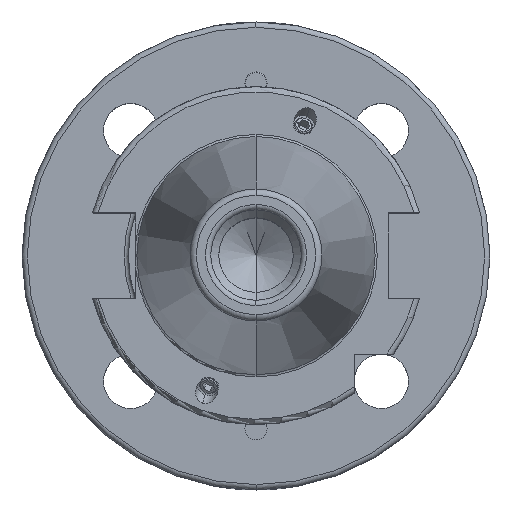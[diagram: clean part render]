
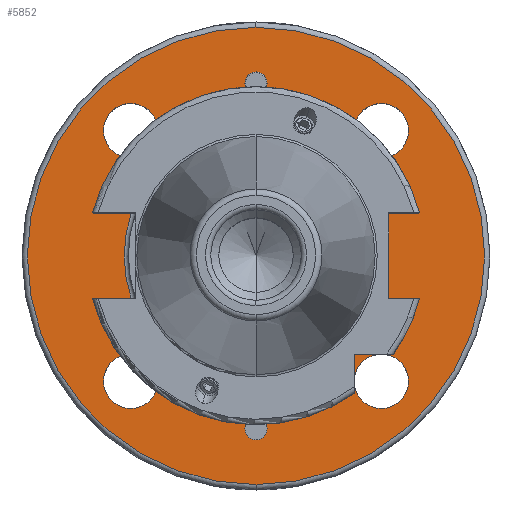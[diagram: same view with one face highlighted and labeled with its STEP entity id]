
A CAD part, top view. The second image highlights one B-rep face of the part: STEP entity #5852.
In plain terms, the highlighted planar face has unit normal (0, 0, 1).
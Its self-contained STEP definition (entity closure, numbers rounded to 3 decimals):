
#673=CARTESIAN_POINT('',(0,0.,-15.9));
#674=DIRECTION('',(0,0,1));
#675=DIRECTION('',(0,1,0));
#676=AXIS2_PLACEMENT_3D('',#673,#674,#675);
#678=CARTESIAN_POINT('',(0,0.,-15.9));
#679=DIRECTION('',(0,0,1));
#680=DIRECTION('',(0,-1,0));
#681=AXIS2_PLACEMENT_3D('',#678,#679,#680);
#683=CARTESIAN_POINT('',(0,0,-15.9));
#684=DIRECTION('',(0,0,-1));
#685=DIRECTION('',(0,-1,0));
#686=AXIS2_PLACEMENT_3D('',#683,#684,#685);
#688=CARTESIAN_POINT('',(0,0,-15.9));
#689=DIRECTION('',(0,0,-1));
#690=DIRECTION('',(0,1,0));
#691=AXIS2_PLACEMENT_3D('',#688,#689,#690);
#693=CARTESIAN_POINT('',(0,32.5,-15.9));
#694=DIRECTION('',(0,0,-1));
#695=DIRECTION('',(1,0,0));
#696=AXIS2_PLACEMENT_3D('',#693,#694,#695);
#698=CARTESIAN_POINT('',(0,32.5,-15.9));
#699=DIRECTION('',(0,0,-1));
#700=DIRECTION('',(-1,0,0));
#701=AXIS2_PLACEMENT_3D('',#698,#699,#700);
#703=CARTESIAN_POINT('',(0,-32.5,-15.9));
#704=DIRECTION('',(0,0,1));
#705=DIRECTION('',(1,0,0));
#706=AXIS2_PLACEMENT_3D('',#703,#704,#705);
#708=CARTESIAN_POINT('',(0,-32.5,-15.9));
#709=DIRECTION('',(0,0,1));
#710=DIRECTION('',(-1,0,0));
#711=AXIS2_PLACEMENT_3D('',#708,#709,#710);
#713=CARTESIAN_POINT('',(23.58,23.58,-15.9));
#714=DIRECTION('',(0,0,-1));
#715=DIRECTION('',(1,0,0));
#716=AXIS2_PLACEMENT_3D('',#713,#714,#715);
#718=CARTESIAN_POINT('',(23.58,23.58,-15.9));
#719=DIRECTION('',(0,0,-1));
#720=DIRECTION('',(-1,0,0));
#721=AXIS2_PLACEMENT_3D('',#718,#719,#720);
#723=CARTESIAN_POINT('',(-23.58,23.58,-15.9));
#724=DIRECTION('',(0,0,-1));
#725=DIRECTION('',(1,0,0));
#726=AXIS2_PLACEMENT_3D('',#723,#724,#725);
#728=CARTESIAN_POINT('',(-23.58,23.58,-15.9));
#729=DIRECTION('',(0,0,-1));
#730=DIRECTION('',(-1,0,0));
#731=AXIS2_PLACEMENT_3D('',#728,#729,#730);
#733=CARTESIAN_POINT('',(23.58,-23.58,-15.9));
#734=DIRECTION('',(0,0,-1));
#735=DIRECTION('',(1,0,0));
#736=AXIS2_PLACEMENT_3D('',#733,#734,#735);
#738=CARTESIAN_POINT('',(23.58,-23.58,-15.9));
#739=DIRECTION('',(0,0,-1));
#740=DIRECTION('',(-1,0,0));
#741=AXIS2_PLACEMENT_3D('',#738,#739,#740);
#743=CARTESIAN_POINT('',(-23.58,-23.58,-15.9));
#744=DIRECTION('',(0,0,-1));
#745=DIRECTION('',(1,0,0));
#746=AXIS2_PLACEMENT_3D('',#743,#744,#745);
#748=CARTESIAN_POINT('',(-23.58,-23.58,-15.9));
#749=DIRECTION('',(0,0,-1));
#750=DIRECTION('',(-1,0,0));
#751=AXIS2_PLACEMENT_3D('',#748,#749,#750);
#4621=CARTESIAN_POINT('',(2.1,32.5,-15.9));
#4622=VERTEX_POINT('',#4621);
#4623=CARTESIAN_POINT('',(-2.1,32.5,-15.9));
#4624=VERTEX_POINT('',#4623);
#4865=CARTESIAN_POINT('',(28.68,23.58,-15.9));
#4866=VERTEX_POINT('',#4865);
#4867=CARTESIAN_POINT('',(18.48,23.58,-15.9));
#4868=VERTEX_POINT('',#4867);
#4873=CARTESIAN_POINT('',(-18.48,23.58,-15.9));
#4874=VERTEX_POINT('',#4873);
#4875=CARTESIAN_POINT('',(-28.68,23.58,-15.9));
#4876=VERTEX_POINT('',#4875);
#4881=CARTESIAN_POINT('',(28.68,-23.58,-15.9));
#4882=VERTEX_POINT('',#4881);
#4883=CARTESIAN_POINT('',(18.48,-23.58,-15.9));
#4884=VERTEX_POINT('',#4883);
#4889=CARTESIAN_POINT('',(-18.48,-23.58,-15.9));
#4890=VERTEX_POINT('',#4889);
#4891=CARTESIAN_POINT('',(-28.68,-23.58,-15.9));
#4892=VERTEX_POINT('',#4891);
#4901=CARTESIAN_POINT('',(0,24.8,-15.9));
#4902=CARTESIAN_POINT('',(0,-24.8,-15.9));
#4903=VERTEX_POINT('',#4901);
#4904=VERTEX_POINT('',#4902);
#4913=CARTESIAN_POINT('',(0.,-43,-15.9));
#4914=CARTESIAN_POINT('',(0,43,-15.9));
#4915=VERTEX_POINT('',#4913);
#4916=VERTEX_POINT('',#4914);
#4959=CARTESIAN_POINT('',(2.1,-32.5,-15.9));
#4960=VERTEX_POINT('',#4959);
#4961=CARTESIAN_POINT('',(-2.1,-32.5,-15.9));
#4962=VERTEX_POINT('',#4961);
#5801=CARTESIAN_POINT('',(0,0.,-15.9));
#5802=DIRECTION('',(0,0,1));
#5803=DIRECTION('',(0,1,0));
#5804=AXIS2_PLACEMENT_3D('',#5801,#5802,#5803);
#5805=PLANE('',#5804);
#5806=ORIENTED_EDGE('',*,*,#5781,.T.);
#5807=ORIENTED_EDGE('',*,*,#5795,.T.);
#5808=EDGE_LOOP('',(#5806,#5807));
#5809=FACE_OUTER_BOUND('',#5808,.F.);
#5811=ORIENTED_EDGE('',*,*,#5810,.T.);
#5813=ORIENTED_EDGE('',*,*,#5812,.T.);
#5814=EDGE_LOOP('',(#5811,#5813));
#5815=FACE_BOUND('',#5814,.F.);
#5817=ORIENTED_EDGE('',*,*,#5816,.F.);
#5819=ORIENTED_EDGE('',*,*,#5818,.F.);
#5820=EDGE_LOOP('',(#5817,#5819));
#5821=FACE_BOUND('',#5820,.F.);
#5823=ORIENTED_EDGE('',*,*,#5822,.T.);
#5825=ORIENTED_EDGE('',*,*,#5824,.T.);
#5826=EDGE_LOOP('',(#5823,#5825));
#5827=FACE_BOUND('',#5826,.F.);
#5829=ORIENTED_EDGE('',*,*,#5828,.F.);
#5831=ORIENTED_EDGE('',*,*,#5830,.F.);
#5832=EDGE_LOOP('',(#5829,#5831));
#5833=FACE_BOUND('',#5832,.F.);
#5835=ORIENTED_EDGE('',*,*,#5834,.F.);
#5837=ORIENTED_EDGE('',*,*,#5836,.F.);
#5838=EDGE_LOOP('',(#5835,#5837));
#5839=FACE_BOUND('',#5838,.F.);
#5841=ORIENTED_EDGE('',*,*,#5840,.F.);
#5843=ORIENTED_EDGE('',*,*,#5842,.F.);
#5844=EDGE_LOOP('',(#5841,#5843));
#5845=FACE_BOUND('',#5844,.F.);
#5847=ORIENTED_EDGE('',*,*,#5846,.F.);
#5849=ORIENTED_EDGE('',*,*,#5848,.F.);
#5850=EDGE_LOOP('',(#5847,#5849));
#5851=FACE_BOUND('',#5850,.F.);
#5852=ADVANCED_FACE('',(#5809,#5815,#5821,#5827,#5833,#5839,#5845,#5851),#5805,
.T.);
#677=CIRCLE('',#676,24.8);
#682=CIRCLE('',#681,24.8);
#687=CIRCLE('',#686,43);
#692=CIRCLE('',#691,43);
#697=CIRCLE('',#696,2.1);
#702=CIRCLE('',#701,2.1);
#707=CIRCLE('',#706,2.1);
#712=CIRCLE('',#711,2.1);
#717=CIRCLE('',#716,5.1);
#722=CIRCLE('',#721,5.1);
#727=CIRCLE('',#726,5.1);
#732=CIRCLE('',#731,5.1);
#737=CIRCLE('',#736,5.1);
#742=CIRCLE('',#741,5.1);
#747=CIRCLE('',#746,5.1);
#752=CIRCLE('',#751,5.1);
#5781=EDGE_CURVE('',#4915,#4916,#687,.T.);
#5795=EDGE_CURVE('',#4916,#4915,#692,.T.);
#5810=EDGE_CURVE('',#4903,#4904,#677,.T.);
#5812=EDGE_CURVE('',#4904,#4903,#682,.T.);
#5816=EDGE_CURVE('',#4622,#4624,#697,.T.);
#5818=EDGE_CURVE('',#4624,#4622,#702,.T.);
#5822=EDGE_CURVE('',#4960,#4962,#707,.T.);
#5824=EDGE_CURVE('',#4962,#4960,#712,.T.);
#5828=EDGE_CURVE('',#4866,#4868,#717,.T.);
#5830=EDGE_CURVE('',#4868,#4866,#722,.T.);
#5834=EDGE_CURVE('',#4874,#4876,#727,.T.);
#5836=EDGE_CURVE('',#4876,#4874,#732,.T.);
#5840=EDGE_CURVE('',#4882,#4884,#737,.T.);
#5842=EDGE_CURVE('',#4884,#4882,#742,.T.);
#5846=EDGE_CURVE('',#4890,#4892,#747,.T.);
#5848=EDGE_CURVE('',#4892,#4890,#752,.T.);
